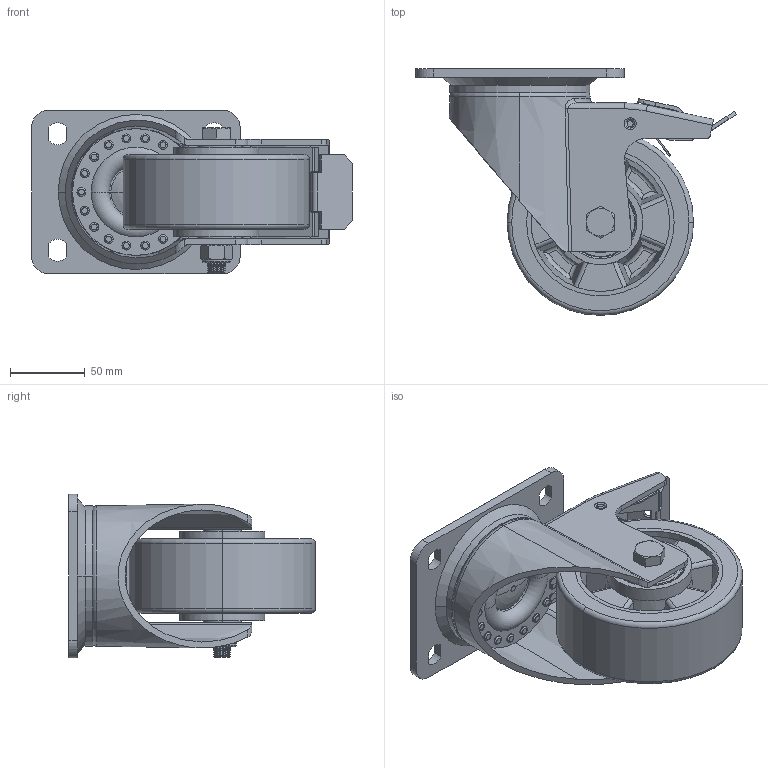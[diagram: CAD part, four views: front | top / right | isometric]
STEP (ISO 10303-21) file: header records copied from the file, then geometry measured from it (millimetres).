
FILE_DESCRIPTION (( 'STEP AP214' ), '1' );
FILE_NAME ('125-5000-PAL-SWB.STEP', '2024-04-21T12:48:16', ( '' ), ( '' ), 'SwSTEP 2.0', 'SolidWorks 2022', '' );
FILE_SCHEMA (( 'AUTOMOTIVE_DESIGN' ));
Length unit declared in the file: millimetre
Products named in the file (1): 125-5000-PAL-SWB
Bounding box: 215.35 x 165.5 x 110 mm (x, y, z)
Volume: 751331.8 mm3; surface area: 272678.8 mm2
Topology: 15 solids, 15 shells, 746 faces, 1808 edges, 1132 vertices
Faces by surface type: cylinder 276, plane 237, cone 136, torus 91, bspline 6
Entity records: 24957 total; most frequent: CARTESIAN_POINT 6913, DIRECTION 3949, ORIENTED_EDGE 3616, EDGE_CURVE 1808, AXIS2_PLACEMENT_3D 1586, VERTEX_POINT 1132, CIRCLE 845, EDGE_LOOP 834
